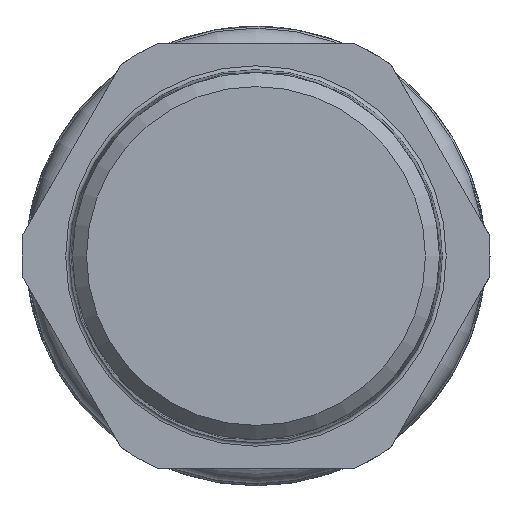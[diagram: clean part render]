
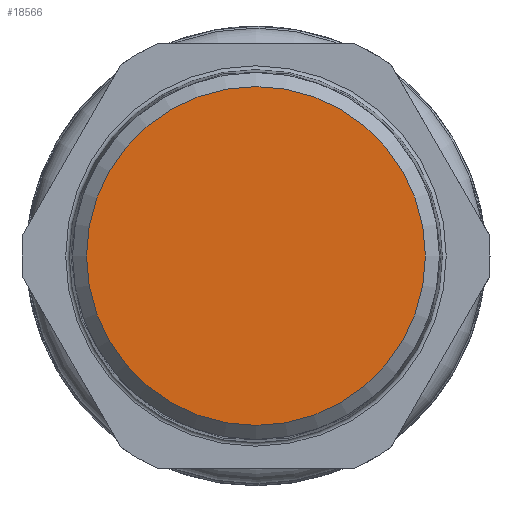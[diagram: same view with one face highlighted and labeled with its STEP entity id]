
A CAD part, left-side view. The second image highlights one B-rep face of the part: STEP entity #18566.
In plain terms, the highlighted planar face has unit normal (-1, 0, 0).
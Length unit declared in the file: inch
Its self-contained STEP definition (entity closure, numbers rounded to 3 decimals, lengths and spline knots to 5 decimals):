
#1582=CIRCLE('',#20231,0.86357);
#1583=CIRCLE('',#20232,0.86357);
#4416=FACE_OUTER_BOUND('',#5457,.T.);
#5457=EDGE_LOOP('',(#16019,#16020));
#7960=VERTEX_POINT('',#37985);
#7961=VERTEX_POINT('',#37986);
#10658=EDGE_CURVE('',#7960,#7961,#1582,.T.);
#10659=EDGE_CURVE('',#7961,#7960,#1583,.T.);
#16019=ORIENTED_EDGE('',*,*,#10658,.T.);
#16020=ORIENTED_EDGE('',*,*,#10659,.T.);
#16580=PLANE('',#20230);
#18566=ADVANCED_FACE('',(#4416),#16580,.T.);
#20230=AXIS2_PLACEMENT_3D('',#37984,#24329,#24330);
#20231=AXIS2_PLACEMENT_3D('',#37987,#24331,#24332);
#20232=AXIS2_PLACEMENT_3D('',#37988,#24333,#24334);
#24329=DIRECTION('center_axis',(-1.,0.,0.));
#24330=DIRECTION('ref_axis',(0.,1.,0.));
#24331=DIRECTION('center_axis',(-1.,0.,0.));
#24332=DIRECTION('ref_axis',(0.,-1.,0.));
#24333=DIRECTION('center_axis',(-1.,0.,0.));
#24334=DIRECTION('ref_axis',(0.,-1.,0.));
#37984=CARTESIAN_POINT('Origin',(-3.21614,-0.63976,0.));
#37985=CARTESIAN_POINT('',(-3.21614,-0.86357,0.));
#37986=CARTESIAN_POINT('',(-3.21614,0.86357,0.));
#37987=CARTESIAN_POINT('Origin',(-3.21614,0.,
0.));
#37988=CARTESIAN_POINT('Origin',(-3.21614,0.,
0.));
